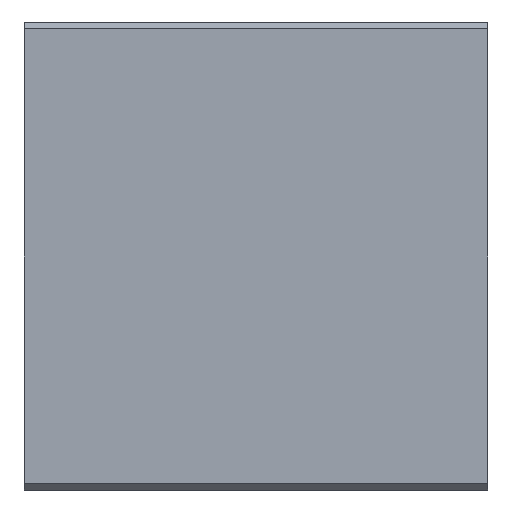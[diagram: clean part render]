
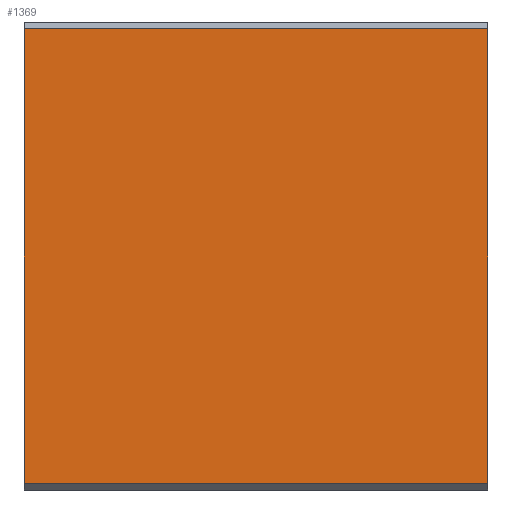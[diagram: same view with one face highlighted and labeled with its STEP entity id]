
A CAD part, left-side view. The second image highlights one B-rep face of the part: STEP entity #1369.
In plain terms, the highlighted planar face has unit normal (-1, 0, 0).
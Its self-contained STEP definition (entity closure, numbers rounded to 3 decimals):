
#327 = CARTESIAN_POINT ( 'NONE',  ( -109.7, 0., 0. ) ) ;
#1190 = DIRECTION ( 'NONE',  ( 0., 0., -1. ) ) ;
#1340 = EDGE_CURVE ( 'NONE', #7879, #16327, #5501, .T. ) ;
#1369 = ADVANCED_FACE ( 'NONE', ( #17821 ), #9224, .F. ) ;
#1719 = CARTESIAN_POINT ( 'NONE',  ( -109.7, -68.2, -4.2 ) ) ;
#2134 = LINE ( 'NONE', #6728, #11489 ) ;
#2248 = EDGE_LOOP ( 'NONE', ( #10410, #14616, #9560, #3016 ) ) ;
#3016 = ORIENTED_EDGE ( 'NONE', *, *, #4767, .T. ) ;
#3473 = DIRECTION ( 'NONE',  ( 0., 0., -1. ) ) ;
#4767 = EDGE_CURVE ( 'NONE', #7879, #14285, #2134, .T. ) ;
#4908 = DIRECTION ( 'NONE',  ( 0., 1., 0. ) ) ;
#4910 = DIRECTION ( 'NONE',  ( 1., 0., 0. ) ) ;
#4960 = CARTESIAN_POINT ( 'NONE',  ( -109.7, -68.2, 127.375 ) ) ;
#5501 = LINE ( 'NONE', #14300, #12357 ) ;
#6728 = CARTESIAN_POINT ( 'NONE',  ( -109.7, 0., 127.375 ) ) ;
#7879 = VERTEX_POINT ( 'NONE', #4960 ) ;
#9224 = PLANE ( 'NONE',  #16331 ) ;
#9461 = CARTESIAN_POINT ( 'NONE',  ( -109.7, 66., -6.2 ) ) ;
#9560 = ORIENTED_EDGE ( 'NONE', *, *, #1340, .F. ) ;
#10044 = LINE ( 'NONE', #15672, #14251 ) ;
#10125 = DIRECTION ( 'NONE',  ( 0., -1., 0. ) ) ;
#10410 = ORIENTED_EDGE ( 'NONE', *, *, #10697, .T. ) ;
#10697 = EDGE_CURVE ( 'NONE', #14285, #18054, #18252, .T. ) ;
#11273 = DIRECTION ( 'NONE',  ( 0., 0., -1. ) ) ;
#11330 = CARTESIAN_POINT ( 'NONE',  ( -109.7, 66., 127.375 ) ) ;
#11489 = VECTOR ( 'NONE', #4908, 1000. ) ;
#12357 = VECTOR ( 'NONE', #1190, 1000. ) ;
#13736 = CARTESIAN_POINT ( 'NONE',  ( -109.7, 66., -4.2 ) ) ;
#14251 = VECTOR ( 'NONE', #10125, 1000. ) ;
#14285 = VERTEX_POINT ( 'NONE', #11330 ) ;
#14300 = CARTESIAN_POINT ( 'NONE',  ( -109.7, -68.2, -6.2 ) ) ;
#14616 = ORIENTED_EDGE ( 'NONE', *, *, #15178, .T. ) ;
#15108 = VECTOR ( 'NONE', #11273, 1000. ) ;
#15178 = EDGE_CURVE ( 'NONE', #18054, #16327, #10044, .T. ) ;
#15672 = CARTESIAN_POINT ( 'NONE',  ( -109.7, 0., -4.2 ) ) ;
#16327 = VERTEX_POINT ( 'NONE', #1719 ) ;
#16331 = AXIS2_PLACEMENT_3D ( 'NONE', #327, #4910, #3473 ) ;
#17821 = FACE_OUTER_BOUND ( 'NONE', #2248, .T. ) ;
#18054 = VERTEX_POINT ( 'NONE', #13736 ) ;
#18252 = LINE ( 'NONE', #9461, #15108 ) ;
